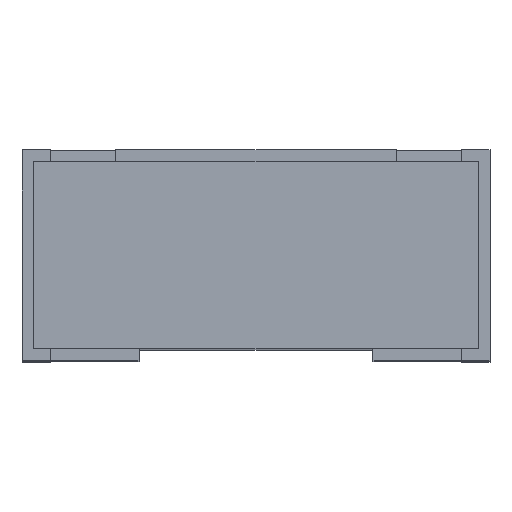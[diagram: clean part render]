
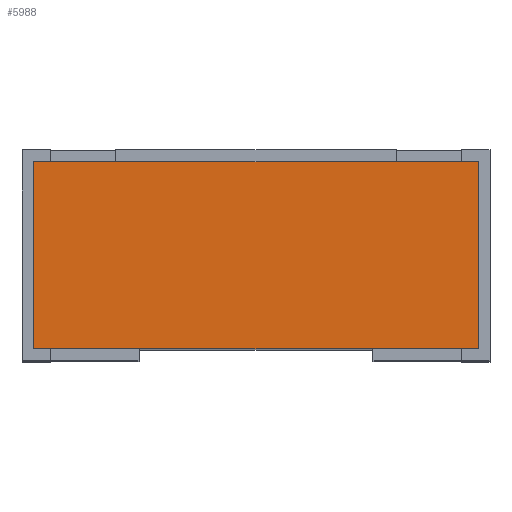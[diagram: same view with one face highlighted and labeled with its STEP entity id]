
A CAD part, top view. The second image highlights one B-rep face of the part: STEP entity #5988.
In plain terms, the highlighted planar face has unit normal (0, 0, 1).
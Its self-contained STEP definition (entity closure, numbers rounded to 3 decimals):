
#88 = ORIENTED_EDGE ( 'NONE', *, *, #3982, .T. ) ;
#126 = LINE ( 'NONE', #5905, #1877 ) ;
#196 = CARTESIAN_POINT ( 'NONE',  ( -0.475, 0.425, 1. ) ) ;
#227 = PLANE ( 'NONE',  #2895 ) ;
#626 = LINE ( 'NONE', #5906, #3593 ) ;
#705 = DIRECTION ( 'NONE',  ( 0., 0., 1. ) ) ;
#836 = VECTOR ( 'NONE', #3392, 1000. ) ;
#888 = EDGE_CURVE ( 'NONE', #5802, #4969, #1272, .T. ) ;
#893 = CARTESIAN_POINT ( 'NONE',  ( -0.475, 0.025, 1. ) ) ;
#1272 = LINE ( 'NONE', #1593, #836 ) ;
#1514 = CARTESIAN_POINT ( 'NONE',  ( -0.475, 0.025, 1. ) ) ;
#1593 = CARTESIAN_POINT ( 'NONE',  ( -0.475, 0.425, 1. ) ) ;
#1877 = VECTOR ( 'NONE', #3988, 1000. ) ;
#1897 = VERTEX_POINT ( 'NONE', #2230 ) ;
#2230 = CARTESIAN_POINT ( 'NONE',  ( 0.475, 0.425, 1. ) ) ;
#2594 = VERTEX_POINT ( 'NONE', #3844 ) ;
#2794 = EDGE_LOOP ( 'NONE', ( #2904, #88, #3635, #5312 ) ) ;
#2895 = AXIS2_PLACEMENT_3D ( 'NONE', #3470, #705, #4434 ) ;
#2904 = ORIENTED_EDGE ( 'NONE', *, *, #888, .T. ) ;
#3070 = DIRECTION ( 'NONE',  ( -1., 0., 0. ) ) ;
#3102 = EDGE_CURVE ( 'NONE', #2594, #1897, #126, .T. ) ;
#3392 = DIRECTION ( 'NONE',  ( 0., -1., 0. ) ) ;
#3470 = CARTESIAN_POINT ( 'NONE',  ( 0., 0., 1. ) ) ;
#3566 = EDGE_CURVE ( 'NONE', #1897, #5802, #626, .T. ) ;
#3593 = VECTOR ( 'NONE', #3070, 1000. ) ;
#3635 = ORIENTED_EDGE ( 'NONE', *, *, #3102, .T. ) ;
#3844 = CARTESIAN_POINT ( 'NONE',  ( 0.475, 0.025, 1. ) ) ;
#3982 = EDGE_CURVE ( 'NONE', #4969, #2594, #5817, .T. ) ;
#3988 = DIRECTION ( 'NONE',  ( 0., 1., 0. ) ) ;
#4434 = DIRECTION ( 'NONE',  ( 1., 0., 0. ) ) ;
#4544 = FACE_OUTER_BOUND ( 'NONE', #2794, .T. ) ;
#4969 = VERTEX_POINT ( 'NONE', #893 ) ;
#5020 = VECTOR ( 'NONE', #5685, 1000. ) ;
#5312 = ORIENTED_EDGE ( 'NONE', *, *, #3566, .T. ) ;
#5685 = DIRECTION ( 'NONE',  ( 1., 0., 0. ) ) ;
#5802 = VERTEX_POINT ( 'NONE', #196 ) ;
#5817 = LINE ( 'NONE', #1514, #5020 ) ;
#5905 = CARTESIAN_POINT ( 'NONE',  ( 0.475, 0.425, 1. ) ) ;
#5906 = CARTESIAN_POINT ( 'NONE',  ( -0.475, 0.425, 1. ) ) ;
#5988 = ADVANCED_FACE ( 'NONE', ( #4544 ), #227, .T. ) ;
